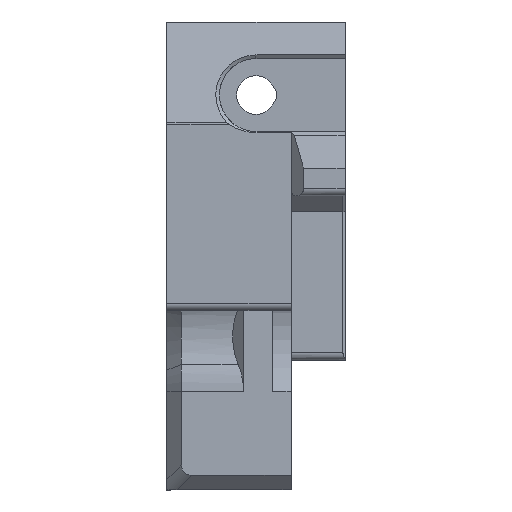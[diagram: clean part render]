
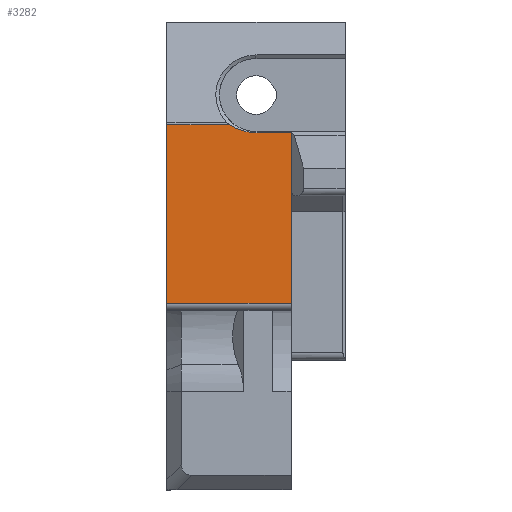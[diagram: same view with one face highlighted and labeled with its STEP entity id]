
A CAD part, top view. The second image highlights one B-rep face of the part: STEP entity #3282.
In plain terms, the highlighted face is planar.
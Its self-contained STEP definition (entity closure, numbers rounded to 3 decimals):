
#53=B_SPLINE_CURVE_WITH_KNOTS('',3,(#4818,#4819,#4820,#4821,#4822,#4823,
#4824,#4825,#4826,#4827,#4828,#4829),.UNSPECIFIED.,.F.,.F.,(4,2,2,2,2,4),
(-0.388,-0.278,-0.125,-0.073,
-0.03,0.),.UNSPECIFIED.);
#199=FACE_OUTER_BOUND('',#394,.T.);
#394=EDGE_LOOP('',(#2193,#2194,#2195,#2196,#2197,#2198,#2199));
#596=LINE('',#4696,#951);
#598=LINE('',#4705,#953);
#599=LINE('',#4708,#954);
#625=LINE('',#4814,#980);
#626=LINE('',#4816,#981);
#627=LINE('',#4830,#982);
#951=VECTOR('',#3790,10.);
#953=VECTOR('',#3798,10.);
#954=VECTOR('',#3801,10.);
#980=VECTOR('',#3843,10.);
#981=VECTOR('',#3844,10.);
#982=VECTOR('',#3845,10.);
#1330=VERTEX_POINT('',#4686);
#1333=VERTEX_POINT('',#4694);
#1334=VERTEX_POINT('',#4698);
#1337=VERTEX_POINT('',#4703);
#1338=VERTEX_POINT('',#4707);
#1371=VERTEX_POINT('',#4815);
#1372=VERTEX_POINT('',#4817);
#1651=EDGE_CURVE('',#1330,#1333,#596,.T.);
#1655=EDGE_CURVE('',#1337,#1334,#598,.T.);
#1656=EDGE_CURVE('',#1334,#1338,#599,.T.);
#1690=EDGE_CURVE('',#1330,#1337,#625,.T.);
#1691=EDGE_CURVE('',#1371,#1333,#626,.T.);
#1692=EDGE_CURVE('',#1372,#1371,#53,.T.);
#1693=EDGE_CURVE('',#1338,#1372,#627,.T.);
#2193=ORIENTED_EDGE('',*,*,#1655,.F.);
#2194=ORIENTED_EDGE('',*,*,#1690,.F.);
#2195=ORIENTED_EDGE('',*,*,#1651,.T.);
#2196=ORIENTED_EDGE('',*,*,#1691,.F.);
#2197=ORIENTED_EDGE('',*,*,#1692,.F.);
#2198=ORIENTED_EDGE('',*,*,#1693,.F.);
#2199=ORIENTED_EDGE('',*,*,#1656,.F.);
#3133=PLANE('',#3507);
#3282=ADVANCED_FACE('',(#199),#3133,.F.);
#3507=AXIS2_PLACEMENT_3D('',#4813,#3841,#3842);
#3790=DIRECTION('',(-1.,0.,0.));
#3798=DIRECTION('',(0.,1.,0.));
#3801=DIRECTION('',(-1.,0.,0.));
#3841=DIRECTION('center_axis',(0.,0.,1.));
#3842=DIRECTION('ref_axis',(1.,0.,0.));
#3843=DIRECTION('',(1.,0.,0.));
#3844=DIRECTION('',(0.,-1.,0.));
#3845=DIRECTION('',(0.,-1.,0.));
#4686=CARTESIAN_POINT('',(-3.985,-17.,-34.793));
#4694=CARTESIAN_POINT('',(-12.354,-17.,-34.793));
#4696=CARTESIAN_POINT('',(12.,-17.,-34.793));
#4698=CARTESIAN_POINT('',(11.,0.,-34.793));
#4703=CARTESIAN_POINT('',(11.,-17.,-34.793));
#4705=CARTESIAN_POINT('',(11.,-13.395,-34.793));
#4707=CARTESIAN_POINT('',(-13.459,0.,-34.793));
#4708=CARTESIAN_POINT('',(0.257,0.,-34.793));
#4813=CARTESIAN_POINT('Origin',(-3.985,-17.,-34.793));
#4814=CARTESIAN_POINT('',(0.257,-17.,-34.793));
#4815=CARTESIAN_POINT('',(-12.354,-12.2,-34.793));
#4816=CARTESIAN_POINT('',(-12.354,-14.6,-34.793));
#4817=CARTESIAN_POINT('',(-13.459,-8.535,-34.793));
#4818=CARTESIAN_POINT('Ctrl Pts',(-13.459,-8.535,-34.793));
#4819=CARTESIAN_POINT('Ctrl Pts',(-13.258,-8.842,-34.793));
#4820=CARTESIAN_POINT('Ctrl Pts',(-13.081,-9.165,-34.793));
#4821=CARTESIAN_POINT('Ctrl Pts',(-12.723,-9.97,-34.793));
#4822=CARTESIAN_POINT('Ctrl Pts',(-12.569,-10.459,-34.793));
#4823=CARTESIAN_POINT('Ctrl Pts',(-12.44,-11.129,-34.793));
#4824=CARTESIAN_POINT('Ctrl Pts',(-12.415,-11.298,-34.793));
#4825=CARTESIAN_POINT('Ctrl Pts',(-12.379,-11.612,-34.793));
#4826=CARTESIAN_POINT('Ctrl Pts',(-12.367,-11.756,-34.793));
#4827=CARTESIAN_POINT('Ctrl Pts',(-12.356,-12.001,-34.793));
#4828=CARTESIAN_POINT('Ctrl Pts',(-12.354,-12.1,-34.793));
#4829=CARTESIAN_POINT('Ctrl Pts',(-12.354,-12.2,-34.793));
#4830=CARTESIAN_POINT('',(-13.459,-8.5,-34.793));
